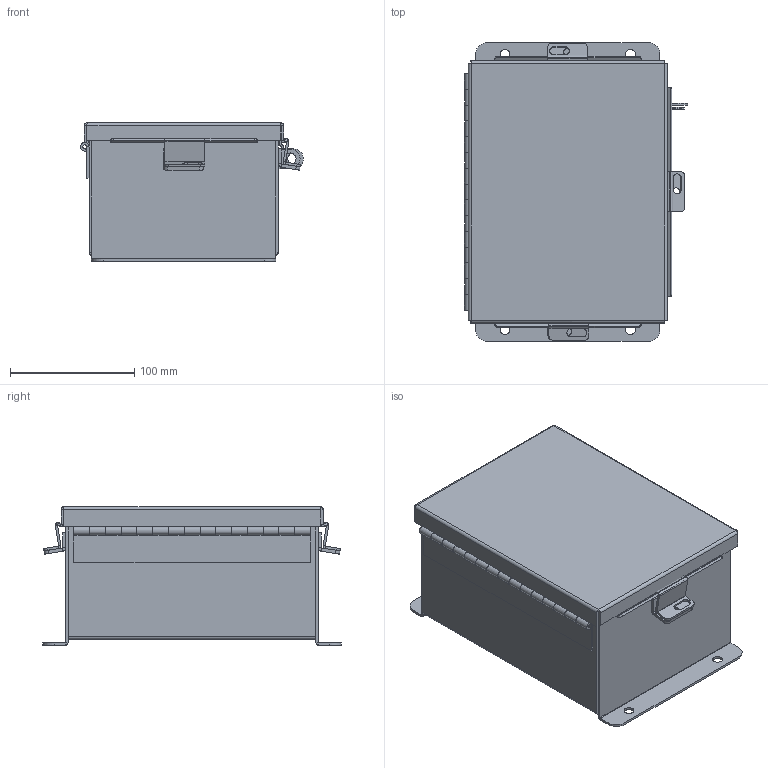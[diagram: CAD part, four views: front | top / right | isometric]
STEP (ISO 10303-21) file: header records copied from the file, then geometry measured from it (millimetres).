
FILE_DESCRIPTION (( 'STEP AP203' ), '1' );
FILE_NAME ('N080604CHNFSSWP.STEP', '2014-02-27T17:39:01', ( 'changeme' ), ( 'Microsoft' ), 'SwSTEP 2.0', 'SolidWorks 2013', '' );
FILE_SCHEMA (( 'CONFIG_CONTROL_DESIGN' ));
Length unit declared in the file: inch
Products named in the file (15): N080604CHNFSSWP JIC Clamp Bracket; N080604CHNFSSWP JIC Cover Clamp; N080604CHNFSSWP JIC Enclosure Template; N080604CHNFSSWP JIC Top; N080604CHNFSSWP Hinge Body Side; N080604CHNFSSWP JIC Bottom; N080604CHNFSSWP Hinge Cover Side JIC; N080604CHNFSSWP HW-CD-S-25020-034; N080604CHNFSSWP _JIC Hinge; HW-CLH-JH-20154; N080604CHNFSSWP JIC_Cover_Template; HW-CLH-JH-20104; N080604CHNFSSWP JIC_Standoff; N080604CHNFSSWP; N080604CHNFSSWP JIC Backpanel
Assembly tree (22 placements, depth 3):
  N080604CHNFSSWP
    N080604CHNFSSWP JIC Enclosure Template
    N080604CHNFSSWP _JIC Hinge
      N080604CHNFSSWP Hinge Body Side
      N080604CHNFSSWP Hinge Cover Side JIC
    N080604CHNFSSWP JIC_Cover_Template
    N080604CHNFSSWP JIC_Standoff  x4
    N080604CHNFSSWP JIC Backpanel
    N080604CHNFSSWP JIC Clamp Bracket  x3
    N080604CHNFSSWP JIC Cover Clamp  x3
    N080604CHNFSSWP JIC Top
    N080604CHNFSSWP JIC Bottom
    N080604CHNFSSWP HW-CD-S-25020-034  x2
    HW-CLH-JH-20154
    HW-CLH-JH-20104
Bounding box: 179.62 x 240.68 x 111.5 mm (x, y, z)
Volume: 370931.6 mm3; surface area: 403182.4 mm2
Topology: 21 solids, 21 shells, 584 faces, 1353 edges, 817 vertices
Faces by surface type: plane 363, cylinder 201, bspline 8, torus 8, cone 4
Entity records: 15299 total; most frequent: CARTESIAN_POINT 2656, DIRECTION 2340, ORIENTED_EDGE 2178, EDGE_CURVE 1089, AXIS2_PLACEMENT_3D 791, LINE 758, VECTOR 758, VERTEX_POINT 659
